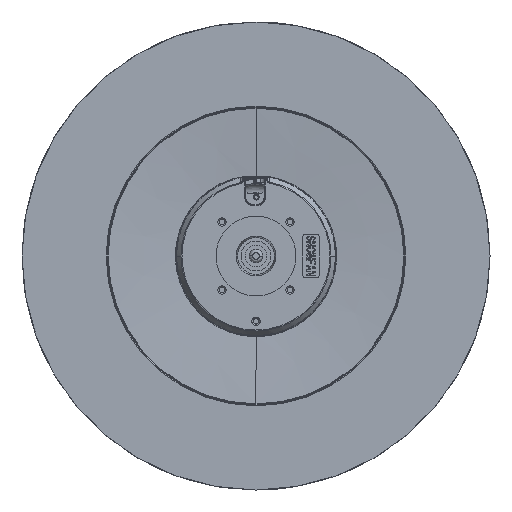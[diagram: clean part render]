
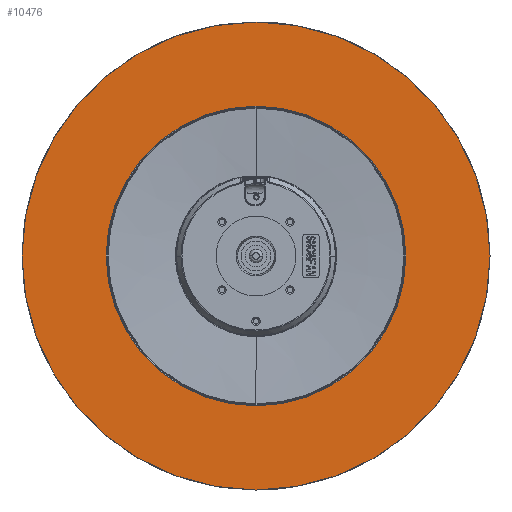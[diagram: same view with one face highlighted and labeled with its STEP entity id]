
A CAD part, front view. The second image highlights one B-rep face of the part: STEP entity #10476.
In plain terms, the highlighted planar face has unit normal (0, -1, 0).
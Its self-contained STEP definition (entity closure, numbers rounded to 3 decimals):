
#1350=CARTESIAN_POINT('',(0.,-19.024,0.));
#1351=DIRECTION('',(0.,1.,0.));
#1352=DIRECTION('',(0.,0.,-1.));
#1353=AXIS2_PLACEMENT_3D('',#1350,#1351,#1352);
#1355=CARTESIAN_POINT('',(0.,-19.024,0.));
#1356=DIRECTION('',(0.,1.,0.));
#1357=DIRECTION('',(0.,0.,1.));
#1358=AXIS2_PLACEMENT_3D('',#1355,#1356,#1357);
#1360=CARTESIAN_POINT('',(0.,-19.024,0.));
#1361=DIRECTION('',(0.,-1.,0.));
#1362=DIRECTION('',(0.,0.,-1.));
#1363=AXIS2_PLACEMENT_3D('',#1360,#1361,#1362);
#1365=CARTESIAN_POINT('',(0.,-19.024,0.));
#1366=DIRECTION('',(0.,-1.,0.));
#1367=DIRECTION('',(0.,0.,1.));
#1368=AXIS2_PLACEMENT_3D('',#1365,#1366,#1367);
#8811=CARTESIAN_POINT('',(0.,-19.024,90.039));
#8812=VERTEX_POINT('',#8811);
#8813=CARTESIAN_POINT('',(0.,-19.024,-90.039));
#8814=VERTEX_POINT('',#8813);
#8815=CARTESIAN_POINT('',(0.,-19.024,-140.638));
#8816=CARTESIAN_POINT('',(0.,-19.024,
140.638));
#8817=VERTEX_POINT('',#8815);
#8818=VERTEX_POINT('',#8816);
#10461=CARTESIAN_POINT('',(0.,-19.024,0.));
#10462=DIRECTION('',(0.,-1.,0.));
#10463=DIRECTION('',(0.,0.,1.));
#10464=AXIS2_PLACEMENT_3D('',#10461,#10462,#10463);
#10465=PLANE('',#10464);
#10467=ORIENTED_EDGE('',*,*,#10466,.T.);
#10469=ORIENTED_EDGE('',*,*,#10468,.T.);
#10470=EDGE_LOOP('',(#10467,#10469));
#10471=FACE_OUTER_BOUND('',#10470,.F.);
#10472=ORIENTED_EDGE('',*,*,#10440,.T.);
#10473=ORIENTED_EDGE('',*,*,#10456,.T.);
#10474=EDGE_LOOP('',(#10472,#10473));
#10475=FACE_BOUND('',#10474,.F.);
#1354=CIRCLE('',#1353,140.638);
#1359=CIRCLE('',#1358,140.638);
#1364=CIRCLE('',#1363,90.039);
#1369=CIRCLE('',#1368,90.039);
#10440=EDGE_CURVE('',#8814,#8812,#1364,.T.);
#10456=EDGE_CURVE('',#8812,#8814,#1369,.T.);
#10466=EDGE_CURVE('',#8817,#8818,#1354,.T.);
#10468=EDGE_CURVE('',#8818,#8817,#1359,.T.);
#10476=ADVANCED_FACE('',(#10471,#10475),#10465,.T.);
